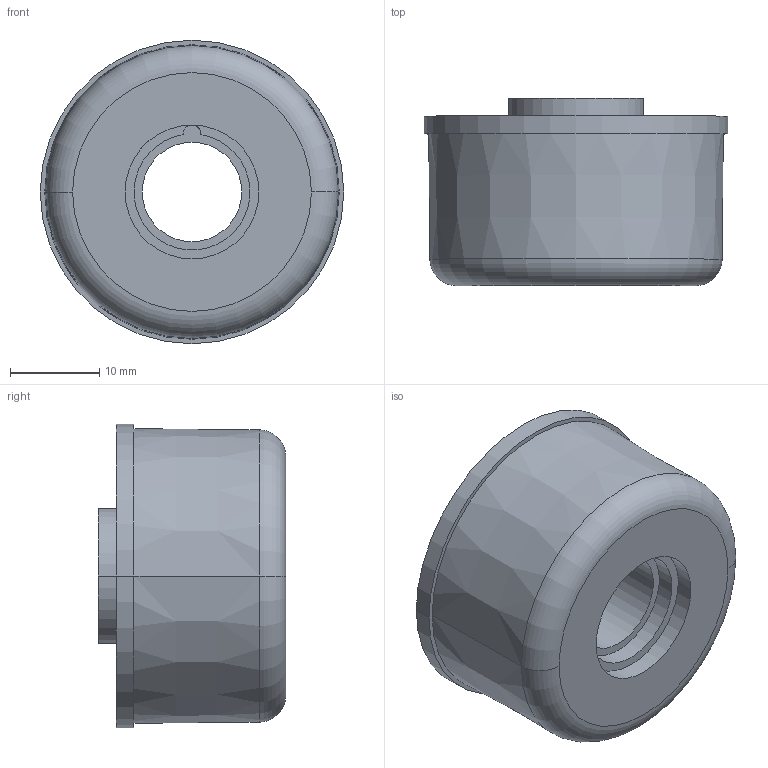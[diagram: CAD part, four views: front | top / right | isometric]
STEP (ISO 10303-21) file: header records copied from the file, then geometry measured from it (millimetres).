
FILE_DESCRIPTION((''),'2;1');
FILE_NAME('G2O','2017-08-28T',('Ishan'),(''),'PRO/ENGINEER BY PARAMETRIC TECHNOLOGY CORPORATION, 2015280','PRO/ENGINEER BY PARAMETRIC TECHNOLOGY CORPORATION, 2015280','');
FILE_SCHEMA(('CONFIG_CONTROL_DESIGN'));
Length unit declared in the file: millimetre
Products named in the file (1): G2O
Bounding box: 34 x 21 x 34 mm (x, y, z)
Volume: 6281.1 mm3; surface area: 6545 mm2
Topology: 1 solids, 1 shells, 31 faces, 64 edges, 39 vertices
Faces by surface type: cylinder 10, torus 8, plane 7, cone 6
Entity records: 880 total; most frequent: DIRECTION 174, CARTESIAN_POINT 134, ORIENTED_EDGE 128, AXIS2_PLACEMENT_3D 79, EDGE_CURVE 64, CIRCLE 48, VERTEX_POINT 39, EDGE_LOOP 37
